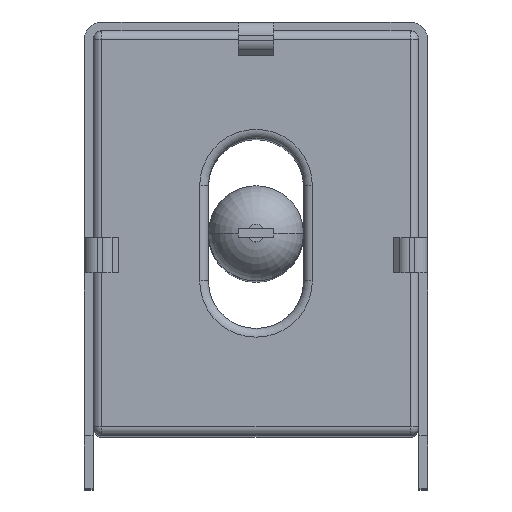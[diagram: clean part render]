
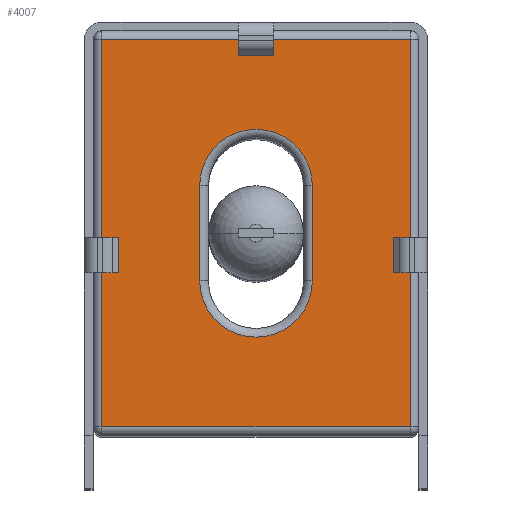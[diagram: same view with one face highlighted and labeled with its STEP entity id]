
A CAD part, top view. The second image highlights one B-rep face of the part: STEP entity #4007.
In plain terms, the highlighted planar face has unit normal (0, 0, 1).
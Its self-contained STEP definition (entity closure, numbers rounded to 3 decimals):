
#462 = EDGE_LOOP ( 'NONE', ( #5122, #5112, #3399, #4064 ) ) ;
#568 = LINE ( 'NONE', #4587, #4141 ) ;
#760 = CARTESIAN_POINT ( 'NONE',  ( 0.7, 25.85, 48. ) ) ;
#827 = VECTOR ( 'NONE', #5936, 1000. ) ;
#899 = EDGE_CURVE ( 'NONE', #1876, #1832, #4642, .T. ) ;
#939 = DIRECTION ( 'NONE',  ( 0., 0., -1. ) ) ;
#1167 = EDGE_CURVE ( 'NONE', #2135, #1690, #6143, .T. ) ;
#1348 = ORIENTED_EDGE ( 'NONE', *, *, #4652, .T. ) ;
#1394 = EDGE_LOOP ( 'NONE', ( #1348, #2891, #4988, #2875 ) ) ;
#1440 = VERTEX_POINT ( 'NONE', #1990 ) ;
#1587 = CARTESIAN_POINT ( 'NONE',  ( 6.25, 17.55, 48. ) ) ;
#1690 = VERTEX_POINT ( 'NONE', #2852 ) ;
#1832 = VERTEX_POINT ( 'NONE', #5815 ) ;
#1876 = VERTEX_POINT ( 'NONE', #4828 ) ;
#1938 = VECTOR ( 'NONE', #3510, 1000. ) ;
#1990 = CARTESIAN_POINT ( 'NONE',  ( 18.2, 25.85, 48. ) ) ;
#2101 = EDGE_CURVE ( 'NONE', #3429, #2135, #4139, .T. ) ;
#2135 = VERTEX_POINT ( 'NONE', #1587 ) ;
#2174 = DIRECTION ( 'NONE',  ( 0., 1., 0. ) ) ;
#2330 = LINE ( 'NONE', #3000, #4852 ) ;
#2537 = DIRECTION ( 'NONE',  ( 0., 1., 0. ) ) ;
#2649 = AXIS2_PLACEMENT_3D ( 'NONE', #3952, #939, #6400 ) ;
#2682 = CARTESIAN_POINT ( 'NONE',  ( 6.25, 17.55, 48. ) ) ;
#2722 = DIRECTION ( 'NONE',  ( -1., 0., 0. ) ) ;
#2852 = CARTESIAN_POINT ( 'NONE',  ( 12.65, 17.55, 48. ) ) ;
#2875 = ORIENTED_EDGE ( 'NONE', *, *, #3080, .T. ) ;
#2891 = ORIENTED_EDGE ( 'NONE', *, *, #2101, .T. ) ;
#2947 = FACE_OUTER_BOUND ( 'NONE', #462, .T. ) ;
#3000 = CARTESIAN_POINT ( 'NONE',  ( 12.65, 12.15, 48. ) ) ;
#3080 = EDGE_CURVE ( 'NONE', #1690, #5374, #2330, .T. ) ;
#3254 = CIRCLE ( 'NONE', #4970, 3.2 ) ;
#3349 = EDGE_CURVE ( 'NONE', #4635, #1876, #6361, .T. ) ;
#3399 = ORIENTED_EDGE ( 'NONE', *, *, #3349, .T. ) ;
#3429 = VERTEX_POINT ( 'NONE', #6430 ) ;
#3450 = PLANE ( 'NONE',  #4485 ) ;
#3510 = DIRECTION ( 'NONE',  ( -1., 0., 0. ) ) ;
#3879 = CARTESIAN_POINT ( 'NONE',  ( 0.7, 25.85, 48. ) ) ;
#3952 = CARTESIAN_POINT ( 'NONE',  ( 9.45, 17.55, 48. ) ) ;
#4007 = ADVANCED_FACE ( 'NONE', ( #5959, #2947 ), #3450, .F. ) ;
#4064 = ORIENTED_EDGE ( 'NONE', *, *, #899, .T. ) ;
#4111 = CARTESIAN_POINT ( 'NONE',  ( 0.7, 3.85, 48. ) ) ;
#4139 = LINE ( 'NONE', #2682, #6003 ) ;
#4141 = VECTOR ( 'NONE', #2537, 1000. ) ;
#4293 = CARTESIAN_POINT ( 'NONE',  ( 12.65, 12.15, 48. ) ) ;
#4331 = EDGE_CURVE ( 'NONE', #1440, #4635, #4398, .T. ) ;
#4337 = VECTOR ( 'NONE', #5113, 1000. ) ;
#4398 = LINE ( 'NONE', #5392, #1938 ) ;
#4485 = AXIS2_PLACEMENT_3D ( 'NONE', #6153, #5645, #4628 ) ;
#4547 = EDGE_CURVE ( 'NONE', #1832, #1440, #568, .T. ) ;
#4587 = CARTESIAN_POINT ( 'NONE',  ( 18.2, 25.85, 48. ) ) ;
#4628 = DIRECTION ( 'NONE',  ( -1., 0., 0. ) ) ;
#4635 = VERTEX_POINT ( 'NONE', #760 ) ;
#4642 = LINE ( 'NONE', #4111, #4337 ) ;
#4652 = EDGE_CURVE ( 'NONE', #5374, #3429, #3254, .T. ) ;
#4815 = CARTESIAN_POINT ( 'NONE',  ( 9.45, 12.15, 48. ) ) ;
#4828 = CARTESIAN_POINT ( 'NONE',  ( 0.7, 3.85, 48. ) ) ;
#4852 = VECTOR ( 'NONE', #4968, 1000. ) ;
#4968 = DIRECTION ( 'NONE',  ( 0., -1., 0. ) ) ;
#4970 = AXIS2_PLACEMENT_3D ( 'NONE', #4815, #5274, #2722 ) ;
#4988 = ORIENTED_EDGE ( 'NONE', *, *, #1167, .T. ) ;
#5112 = ORIENTED_EDGE ( 'NONE', *, *, #4331, .T. ) ;
#5113 = DIRECTION ( 'NONE',  ( 1., 0., 0. ) ) ;
#5122 = ORIENTED_EDGE ( 'NONE', *, *, #4547, .T. ) ;
#5274 = DIRECTION ( 'NONE',  ( 0., 0., -1. ) ) ;
#5374 = VERTEX_POINT ( 'NONE', #4293 ) ;
#5392 = CARTESIAN_POINT ( 'NONE',  ( 0.7, 25.85, 48. ) ) ;
#5645 = DIRECTION ( 'NONE',  ( 0., 0., -1. ) ) ;
#5815 = CARTESIAN_POINT ( 'NONE',  ( 18.2, 3.85, 48. ) ) ;
#5936 = DIRECTION ( 'NONE',  ( 0., -1., 0. ) ) ;
#5959 = FACE_BOUND ( 'NONE', #1394, .T. ) ;
#6003 = VECTOR ( 'NONE', #2174, 1000. ) ;
#6143 = CIRCLE ( 'NONE', #2649, 3.2 ) ;
#6153 = CARTESIAN_POINT ( 'NONE',  ( 0.7, 25.85, 48. ) ) ;
#6361 = LINE ( 'NONE', #3879, #827 ) ;
#6400 = DIRECTION ( 'NONE',  ( -1., 0., 0. ) ) ;
#6430 = CARTESIAN_POINT ( 'NONE',  ( 6.25, 12.15, 48. ) ) ;
